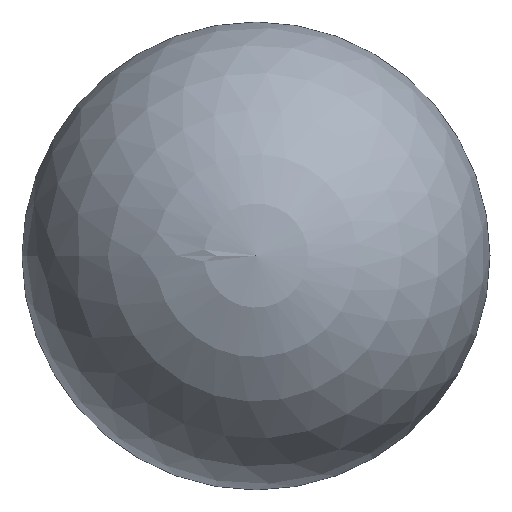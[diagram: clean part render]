
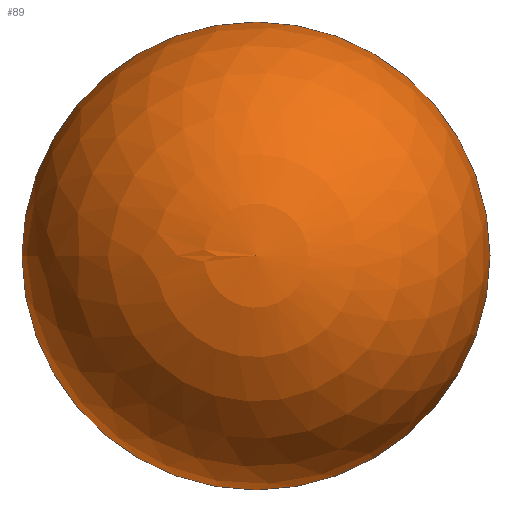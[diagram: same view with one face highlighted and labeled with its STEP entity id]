
A CAD part, top view. The second image highlights one B-rep face of the part: STEP entity #89.
In plain terms, the highlighted spherical face has radius 25 mm.
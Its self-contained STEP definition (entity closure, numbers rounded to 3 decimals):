
#6 = ORIENTED_EDGE ( 'NONE', *, *, #45, .F. ) ;
#16 = DIRECTION ( 'NONE',  ( -1., 0., 0. ) ) ;
#27 = CARTESIAN_POINT ( 'NONE',  ( 0., 0., 0. ) ) ;
#28 = AXIS2_PLACEMENT_3D ( 'NONE', #27, #110, #98 ) ;
#36 = AXIS2_PLACEMENT_3D ( 'NONE', #50, #62, #80 ) ;
#45 = EDGE_CURVE ( 'NONE', #84, #93, #58, .T. ) ;
#48 = EDGE_CURVE ( 'NONE', #84, #93, #70, .T. ) ;
#50 = CARTESIAN_POINT ( 'NONE',  ( 0., 0., 0. ) ) ;
#58 = CIRCLE ( 'NONE', #122, 25. ) ;
#60 = DIRECTION ( 'NONE',  ( 0., 0., -1. ) ) ;
#62 = DIRECTION ( 'NONE',  ( 0., 0., -1. ) ) ;
#70 = CIRCLE ( 'NONE', #28, 25. ) ;
#78 = FACE_OUTER_BOUND ( 'NONE', #121, .T. ) ;
#79 = CARTESIAN_POINT ( 'NONE',  ( 0., -25., 0. ) ) ;
#80 = DIRECTION ( 'NONE',  ( -1., 0., 0. ) ) ;
#82 = SPHERICAL_SURFACE ( 'NONE', #36, 25. ) ;
#84 = VERTEX_POINT ( 'NONE', #103 ) ;
#86 = ORIENTED_EDGE ( 'NONE', *, *, #48, .T. ) ;
#89 = ADVANCED_FACE ( 'NONE', ( #78 ), #82, .T. ) ;
#93 = VERTEX_POINT ( 'NONE', #79 ) ;
#98 = DIRECTION ( 'NONE',  ( 1., 0., 0. ) ) ;
#103 = CARTESIAN_POINT ( 'NONE',  ( 0., 25., 0. ) ) ;
#104 = CARTESIAN_POINT ( 'NONE',  ( 0., 0., 0. ) ) ;
#110 = DIRECTION ( 'NONE',  ( 0., 0., 1. ) ) ;
#121 = EDGE_LOOP ( 'NONE', ( #6, #86 ) ) ;
#122 = AXIS2_PLACEMENT_3D ( 'NONE', #104, #60, #16 ) ;
